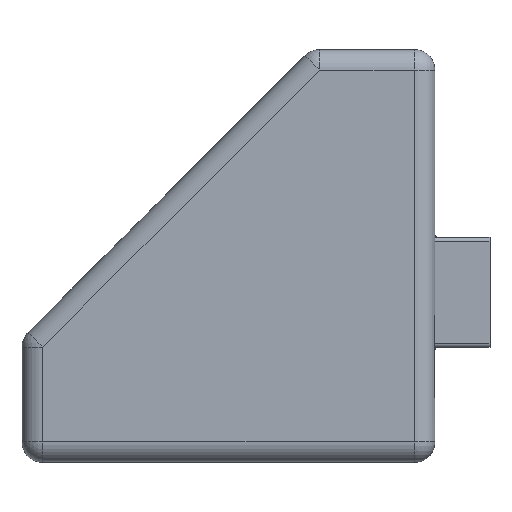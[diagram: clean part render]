
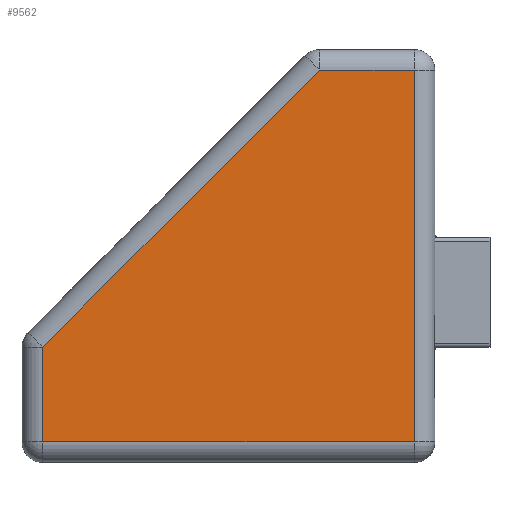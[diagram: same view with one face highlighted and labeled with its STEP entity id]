
A CAD part, left-side view. The second image highlights one B-rep face of the part: STEP entity #9562.
In plain terms, the highlighted planar face has unit normal (-1, 0, 0).
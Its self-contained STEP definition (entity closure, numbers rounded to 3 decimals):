
#363 = DIRECTION ( 'NONE',  ( 0., 1., 0. ) ) ;
#479 = FACE_OUTER_BOUND ( 'NONE', #9480, .T. ) ;
#1603 = EDGE_CURVE ( 'NONE', #4951, #6832, #15703, .T. ) ;
#2085 = ORIENTED_EDGE ( 'NONE', *, *, #7254, .F. ) ;
#2600 = CARTESIAN_POINT ( 'NONE',  ( -15., -13.5, 28.5 ) ) ;
#3247 = VECTOR ( 'NONE', #363, 1000. ) ;
#4951 = VERTEX_POINT ( 'NONE', #8814 ) ;
#5381 = PLANE ( 'NONE',  #15762 ) ;
#5598 = DIRECTION ( 'NONE',  ( 0., 0., -1. ) ) ;
#5608 = DIRECTION ( 'NONE',  ( 0., -1., 0. ) ) ;
#5742 = CARTESIAN_POINT ( 'NONE',  ( -15., -13.5, 30. ) ) ;
#6182 = VERTEX_POINT ( 'NONE', #21051 ) ;
#6758 = LINE ( 'NONE', #17399, #16083 ) ;
#6832 = VERTEX_POINT ( 'NONE', #18389 ) ;
#7155 = DIRECTION ( 'NONE',  ( 1., 0., 0. ) ) ;
#7254 = EDGE_CURVE ( 'NONE', #6182, #9940, #18747, .T. ) ;
#8091 = CARTESIAN_POINT ( 'NONE',  ( -15., 13.5, 30. ) ) ;
#8814 = CARTESIAN_POINT ( 'NONE',  ( -15., 13.5, 8.379 ) ) ;
#8894 = ORIENTED_EDGE ( 'NONE', *, *, #1603, .F. ) ;
#9276 = VECTOR ( 'NONE', #16112, 1000. ) ;
#9480 = EDGE_LOOP ( 'NONE', ( #21431, #8894, #13822, #2085, #17015 ) ) ;
#9544 = LINE ( 'NONE', #5742, #18893 ) ;
#9562 = ADVANCED_FACE ( 'NONE', ( #479 ), #5381, .F. ) ;
#9635 = EDGE_CURVE ( 'NONE', #13589, #6182, #9544, .T. ) ;
#9723 = DIRECTION ( 'NONE',  ( 0., 0., 1. ) ) ;
#9940 = VERTEX_POINT ( 'NONE', #18501 ) ;
#10555 = CARTESIAN_POINT ( 'NONE',  ( -15., -15., 1.5 ) ) ;
#12340 = VECTOR ( 'NONE', #9723, 1000. ) ;
#13589 = VERTEX_POINT ( 'NONE', #2600 ) ;
#13822 = ORIENTED_EDGE ( 'NONE', *, *, #14528, .F. ) ;
#14528 = EDGE_CURVE ( 'NONE', #9940, #4951, #19030, .T. ) ;
#15684 = CARTESIAN_POINT ( 'NONE',  ( -15., -15., 30. ) ) ;
#15703 = LINE ( 'NONE', #21077, #9276 ) ;
#15762 = AXIS2_PLACEMENT_3D ( 'NONE', #15684, #7155, #5598 ) ;
#16083 = VECTOR ( 'NONE', #5608, 1000. ) ;
#16112 = DIRECTION ( 'NONE',  ( 0., -0.707, 0.707 ) ) ;
#17015 = ORIENTED_EDGE ( 'NONE', *, *, #9635, .F. ) ;
#17399 = CARTESIAN_POINT ( 'NONE',  ( -15., 15., 28.5 ) ) ;
#18389 = CARTESIAN_POINT ( 'NONE',  ( -15., -6.621, 28.5 ) ) ;
#18501 = CARTESIAN_POINT ( 'NONE',  ( -15., 13.5, 1.5 ) ) ;
#18747 = LINE ( 'NONE', #10555, #3247 ) ;
#18893 = VECTOR ( 'NONE', #19550, 1000. ) ;
#19030 = LINE ( 'NONE', #8091, #12340 ) ;
#19550 = DIRECTION ( 'NONE',  ( 0., 0., -1. ) ) ;
#21051 = CARTESIAN_POINT ( 'NONE',  ( -15., -13.5, 1.5 ) ) ;
#21077 = CARTESIAN_POINT ( 'NONE',  ( -15., 13.5, 8.379 ) ) ;
#21431 = ORIENTED_EDGE ( 'NONE', *, *, #21943, .F. ) ;
#21943 = EDGE_CURVE ( 'NONE', #6832, #13589, #6758, .T. ) ;
